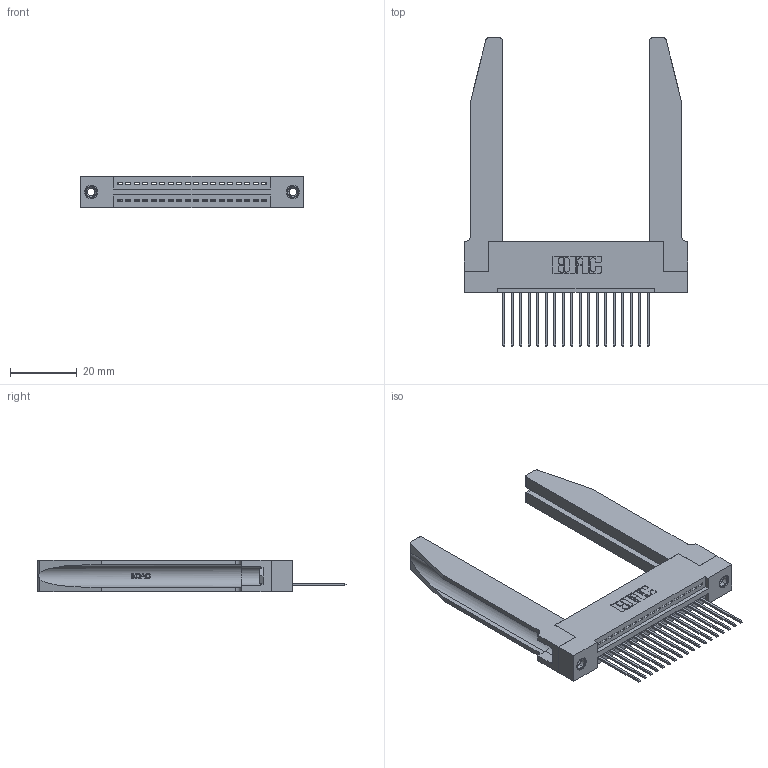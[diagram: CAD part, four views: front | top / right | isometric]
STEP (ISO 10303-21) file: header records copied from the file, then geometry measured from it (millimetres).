
FILE_DESCRIPTION (( 'STEP AP203' ), '1' );
FILE_NAME ('395-018-542-178.STEP', '2019-10-17T16:06:38', ( '' ), ( '' ), 'SwSTEP 2.0', 'SolidWorks 2016', '' );
FILE_SCHEMA (( 'CONFIG_CONTROL_DESIGN' ));
Length unit declared in the file: inch
Products named in the file (5): 395-018-542-178; 345-292-001_345-293-142; 345-250-001_345-250-001-102; 345-220-078_345-220-078; 345 Part_Flush Mounting Lugs - 0.156 Dia-TH
Assembly tree (23 placements, depth 2):
  395-018-542-178
    345 Part_Flush Mounting Lugs - 0.156 Dia-TH
    345-292-001_345-293-142  x18
    345-250-001_345-250-001-102  x2
    345-220-078_345-220-078  x2
Bounding box: 66.95 x 92.25 x 9.4 mm (x, y, z)
Volume: 13973.3 mm3; surface area: 15015.7 mm2
Topology: 23 solids, 23 shells, 1404 faces, 4117 edges, 2710 vertices
Faces by surface type: plane 942, cylinder 410, bspline 36, cone 12, torus 4
Entity records: 21536 total; most frequent: CARTESIAN_POINT 4629, ORIENTED_EDGE 3478, DIRECTION 3085, EDGE_CURVE 1739, LINE 1441, VECTOR 1441, VERTEX_POINT 1152, AXIS2_PLACEMENT_3D 822
